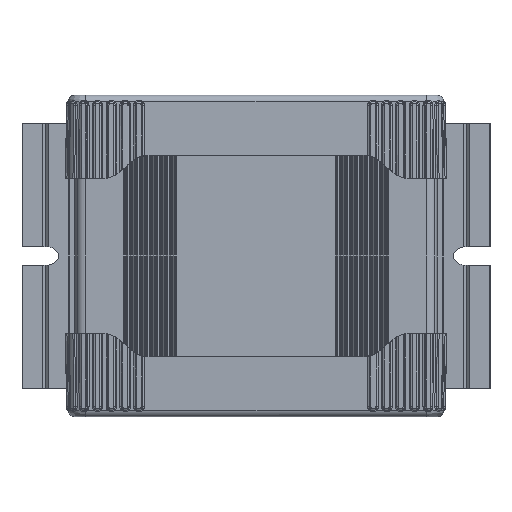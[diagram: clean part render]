
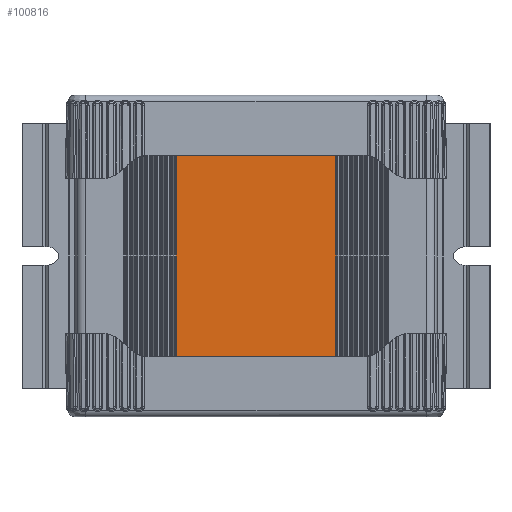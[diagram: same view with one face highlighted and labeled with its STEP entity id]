
A CAD part, front view. The second image highlights one B-rep face of the part: STEP entity #100816.
In plain terms, the highlighted planar face has unit normal (0, -1, 0).
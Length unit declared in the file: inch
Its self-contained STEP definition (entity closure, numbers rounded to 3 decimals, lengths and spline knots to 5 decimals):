
#952 = CARTESIAN_POINT ( 'NONE',  ( 0.94325, -0.57087, 1.58465 ) ) ;
#3082 = VECTOR ( 'NONE', #84899, 39.37008 ) ;
#5788 = PLANE ( 'NONE',  #67670 ) ;
#9540 = ORIENTED_EDGE ( 'NONE', *, *, #108494, .T. ) ;
#12908 = VERTEX_POINT ( 'NONE', #46198 ) ;
#14644 = DIRECTION ( 'NONE',  ( 0., 0., -1. ) ) ;
#17116 = VECTOR ( 'NONE', #102251, 39.37008 ) ;
#26255 = VERTEX_POINT ( 'NONE', #95791 ) ;
#27011 = DIRECTION ( 'NONE',  ( 0., -1., 0. ) ) ;
#29746 = VERTEX_POINT ( 'NONE', #88505 ) ;
#31023 = EDGE_CURVE ( 'NONE', #29746, #121743, #100026, .T. ) ;
#46198 = CARTESIAN_POINT ( 'NONE',  ( -0.94325, -0.57087, -1.58465 ) ) ;
#47352 = VECTOR ( 'NONE', #128169, 39.37008 ) ;
#48181 = ORIENTED_EDGE ( 'NONE', *, *, #98828, .T. ) ;
#49370 = CARTESIAN_POINT ( 'NONE',  ( -0.98098, -0.57087, -1.58465 ) ) ;
#54701 = CARTESIAN_POINT ( 'NONE',  ( -2.22126, -0.57087, 1.58465 ) ) ;
#61839 = ORIENTED_EDGE ( 'NONE', *, *, #101919, .T. ) ;
#67670 = AXIS2_PLACEMENT_3D ( 'NONE', #110751, #27011, #100655 ) ;
#71366 = ORIENTED_EDGE ( 'NONE', *, *, #31023, .F. ) ;
#73180 = LINE ( 'NONE', #49370, #17116 ) ;
#84899 = DIRECTION ( 'NONE',  ( 0., 0., 1. ) ) ;
#88295 = CARTESIAN_POINT ( 'NONE',  ( -0.94325, -0.57087, -1.64803 ) ) ;
#88505 = CARTESIAN_POINT ( 'NONE',  ( -0.94325, -0.57087, 1.58465 ) ) ;
#95791 = CARTESIAN_POINT ( 'NONE',  ( 0.94325, -0.57087, -1.58465 ) ) ;
#98828 = EDGE_CURVE ( 'NONE', #29746, #12908, #108700, .T. ) ;
#100026 = LINE ( 'NONE', #54701, #47352 ) ;
#100655 = DIRECTION ( 'NONE',  ( 0., 0., -1. ) ) ;
#100816 = ADVANCED_FACE ( 'NONE', ( #104584 ), #5788, .T. ) ;
#101919 = EDGE_CURVE ( 'NONE', #12908, #26255, #73180, .T. ) ;
#102251 = DIRECTION ( 'NONE',  ( 1., 0., 0. ) ) ;
#104584 = FACE_OUTER_BOUND ( 'NONE', #121663, .T. ) ;
#105406 = VECTOR ( 'NONE', #14644, 39.37008 ) ;
#108494 = EDGE_CURVE ( 'NONE', #26255, #121743, #115153, .T. ) ;
#108700 = LINE ( 'NONE', #88295, #105406 ) ;
#110751 = CARTESIAN_POINT ( 'NONE',  ( -0.98098, -0.57087, -1.64803 ) ) ;
#115153 = LINE ( 'NONE', #116195, #3082 ) ;
#116195 = CARTESIAN_POINT ( 'NONE',  ( 0.94325, -0.57087, -1.64803 ) ) ;
#121663 = EDGE_LOOP ( 'NONE', ( #61839, #9540, #71366, #48181 ) ) ;
#121743 = VERTEX_POINT ( 'NONE', #952 ) ;
#128169 = DIRECTION ( 'NONE',  ( 1., 0., 0. ) ) ;
